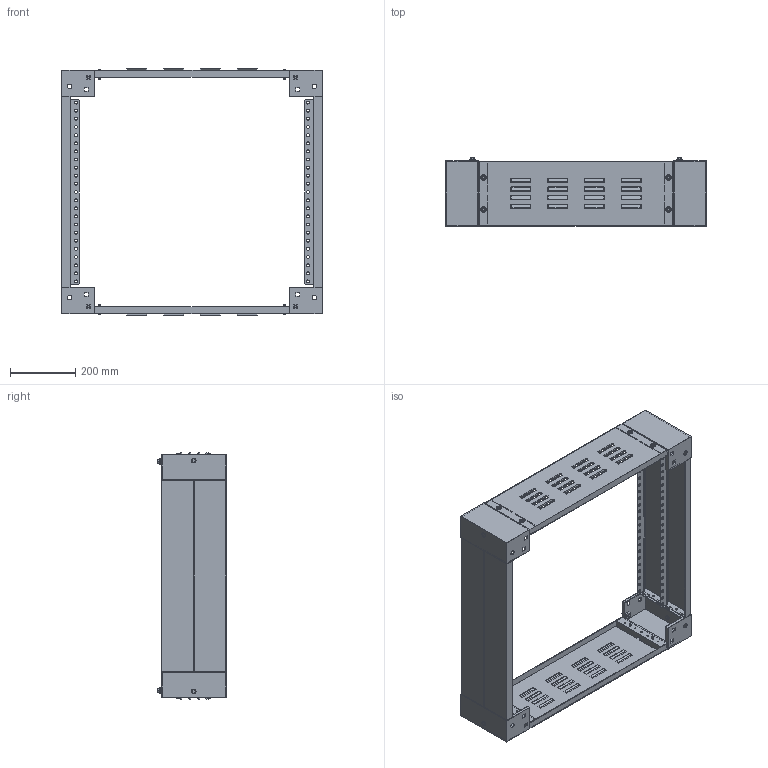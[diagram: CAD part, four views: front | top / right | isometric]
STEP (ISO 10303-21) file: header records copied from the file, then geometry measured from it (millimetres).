
FILE_DESCRIPTION (( 'STEP AP214' ), '1' );
FILE_NAME ('0396.8002.80.37.step', '2023-01-11T07:17:39', ( '' ), ( '' ), 'SwSTEP 2.0', 'SolidWorks 2019', '' );
FILE_SCHEMA (( 'AUTOMOTIVE_DESIGN' ));
Length unit declared in the file: millimetre
Products named in the file (7): 0396.8002.80.37; SockelQuerteilH200_80; SockelEckteilH200; SockelQuerteilH200_0396-0002-80-17; SockelLaengsteilH200_8002-3; SockelLaengsteilH200_0396-8002-00-37; SockelEckteilH200_Rechts<Standard>
Assembly tree (12 placements, depth 3):
  0396.8002.80.37
    SockelLaengsteilH200_0396-8002-00-37
      SockelEckteilH200_Rechts<Standard>  x2
      SockelEckteilH200  x2
      SockelLaengsteilH200_8002-3  x2
    SockelQuerteilH200_0396-0002-80-17
      SockelQuerteilH200_80  x4
Bounding box: 804 x 210.6 x 760.18 mm (x, y, z)
Volume: 1864348 mm3; surface area: 2150455.1 mm2
Topology: 30 solids, 30 shells, 1572 faces, 4244 edges, 2784 vertices
Faces by surface type: plane 1072, cylinder 404, cone 80, bspline 16
Entity records: 22764 total; most frequent: CARTESIAN_POINT 3921, ORIENTED_EDGE 3580, DIRECTION 3490, EDGE_CURVE 1790, VECTOR 1416, LINE 1416, VERTEX_POINT 1172, AXIS2_PLACEMENT_3D 1037
